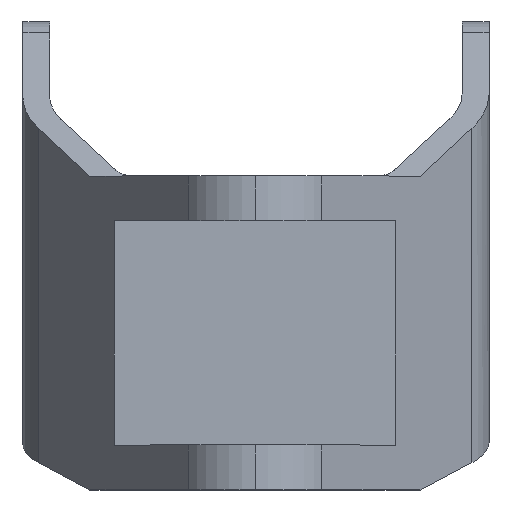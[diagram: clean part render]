
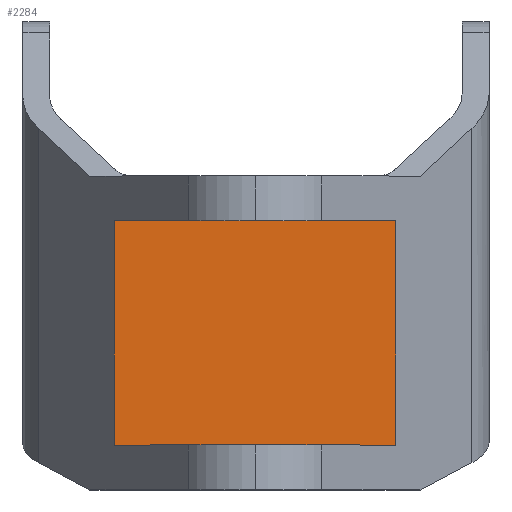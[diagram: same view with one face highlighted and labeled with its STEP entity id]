
A CAD part, top view. The second image highlights one B-rep face of the part: STEP entity #2284.
In plain terms, the highlighted planar face has unit normal (0, 0, 1).
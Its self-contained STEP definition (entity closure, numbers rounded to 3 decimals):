
#73 = PLANE('',#74);
#74 = AXIS2_PLACEMENT_3D('',#75,#76,#77);
#75 = CARTESIAN_POINT('',(-48.358,-213.,
    227.148));
#76 = DIRECTION('',(0.826,0.,-0.564)
  );
#77 = DIRECTION('',(0.564,0.,0.826));
#102 = PLANE('',#103);
#103 = AXIS2_PLACEMENT_3D('',#104,#105,#106);
#104 = CARTESIAN_POINT('',(55.,-163.,284.));
#105 = DIRECTION('',(0.,-1.,0.));
#106 = DIRECTION('',(0.,0.,-1.));
#284 = PLANE('',#285);
#285 = AXIS2_PLACEMENT_3D('',#286,#287,#288);
#286 = CARTESIAN_POINT('',(14.86,-213.,276.157));
#287 = DIRECTION('',(-0.826,0.,-0.564)
  );
#288 = DIRECTION('',(0.564,0.,-0.826)
  );
#722 = VERTEX_POINT('',#723);
#723 = CARTESIAN_POINT('',(-31.372,-163.,252.));
#742 = EDGE_CURVE('',#743,#722,#745,.T.);
#743 = VERTEX_POINT('',#744);
#744 = CARTESIAN_POINT('',(31.372,-163.,252.));
#745 = SURFACE_CURVE('',#746,(#750,#757),.PCURVE_S1.);
#746 = LINE('',#747,#748);
#747 = CARTESIAN_POINT('',(55.,-163.,252.));
#748 = VECTOR('',#749,1.);
#749 = DIRECTION('',(-1.,0.,0.));
#750 = PCURVE('',#102,#751);
#751 = DEFINITIONAL_REPRESENTATION('',(#752),#756);
#752 = LINE('',#753,#754);
#753 = CARTESIAN_POINT('',(32.,0.));
#754 = VECTOR('',#755,1.);
#755 = DIRECTION('',(0.,-1.));
#756 = ( GEOMETRIC_REPRESENTATION_CONTEXT(2) 
PARAMETRIC_REPRESENTATION_CONTEXT() REPRESENTATION_CONTEXT('2D SPACE',''
  ) );
#757 = PCURVE('',#758,#763);
#758 = PLANE('',#759);
#759 = AXIS2_PLACEMENT_3D('',#760,#761,#762);
#760 = CARTESIAN_POINT('',(55.,-163.,252.));
#761 = DIRECTION('',(0.,0.,-1.));
#762 = DIRECTION('',(0.,1.,-0.));
#763 = DEFINITIONAL_REPRESENTATION('',(#764),#768);
#764 = LINE('',#765,#766);
#765 = CARTESIAN_POINT('',(0.,0.));
#766 = VECTOR('',#767,1.);
#767 = DIRECTION('',(0.,-1.));
#768 = ( GEOMETRIC_REPRESENTATION_CONTEXT(2) 
PARAMETRIC_REPRESENTATION_CONTEXT() REPRESENTATION_CONTEXT('2D SPACE',''
  ) );
#1228 = VERTEX_POINT('',#1229);
#1229 = CARTESIAN_POINT('',(-31.372,-113.,252.));
#1242 = PLANE('',#1243);
#1243 = AXIS2_PLACEMENT_3D('',#1244,#1245,#1246);
#1244 = CARTESIAN_POINT('',(55.,-113.,252.));
#1245 = DIRECTION('',(0.,1.,-0.));
#1246 = DIRECTION('',(0.,0.,1.));
#1253 = EDGE_CURVE('',#1228,#722,#1254,.T.);
#1254 = SURFACE_CURVE('',#1255,(#1259,#1265),.PCURVE_S1.);
#1255 = LINE('',#1256,#1257);
#1256 = CARTESIAN_POINT('',(-31.372,-188.,252.));
#1257 = VECTOR('',#1258,1.);
#1258 = DIRECTION('',(0.,-1.,0.));
#1259 = PCURVE('',#73,#1260);
#1260 = DEFINITIONAL_REPRESENTATION('',(#1261),#1264);
#1261 = B_SPLINE_CURVE_WITH_KNOTS('',1,(#1262,#1263),.UNSPECIFIED.,.F.,
  .F.,(2,2),(-80.,-20.),.PIECEWISE_BEZIER_KNOTS.);
#1262 = CARTESIAN_POINT('',(30.102,-105.));
#1263 = CARTESIAN_POINT('',(30.102,-45.));
#1264 = ( GEOMETRIC_REPRESENTATION_CONTEXT(2) 
PARAMETRIC_REPRESENTATION_CONTEXT() REPRESENTATION_CONTEXT('2D SPACE',''
  ) );
#1265 = PCURVE('',#758,#1266);
#1266 = DEFINITIONAL_REPRESENTATION('',(#1267),#1270);
#1267 = B_SPLINE_CURVE_WITH_KNOTS('',1,(#1268,#1269),.UNSPECIFIED.,.F.,
  .F.,(2,2),(-80.,-20.),.PIECEWISE_BEZIER_KNOTS.);
#1268 = CARTESIAN_POINT('',(55.,-86.372));
#1269 = CARTESIAN_POINT('',(-5.,-86.372));
#1270 = ( GEOMETRIC_REPRESENTATION_CONTEXT(2) 
PARAMETRIC_REPRESENTATION_CONTEXT() REPRESENTATION_CONTEXT('2D SPACE',''
  ) );
#1281 = EDGE_CURVE('',#743,#1282,#1284,.T.);
#1282 = VERTEX_POINT('',#1283);
#1283 = CARTESIAN_POINT('',(31.372,-113.,252.));
#1284 = SURFACE_CURVE('',#1285,(#1289,#1295),.PCURVE_S1.);
#1285 = LINE('',#1286,#1287);
#1286 = CARTESIAN_POINT('',(31.372,-188.,252.));
#1287 = VECTOR('',#1288,1.);
#1288 = DIRECTION('',(0.,1.,0.));
#1289 = PCURVE('',#284,#1290);
#1290 = DEFINITIONAL_REPRESENTATION('',(#1291),#1294);
#1291 = B_SPLINE_CURVE_WITH_KNOTS('',1,(#1292,#1293),.UNSPECIFIED.,.F.,
  .F.,(2,2),(20.,80.),.PIECEWISE_BEZIER_KNOTS.);
#1292 = CARTESIAN_POINT('',(29.261,-45.));
#1293 = CARTESIAN_POINT('',(29.261,-105.));
#1294 = ( GEOMETRIC_REPRESENTATION_CONTEXT(2) 
PARAMETRIC_REPRESENTATION_CONTEXT() REPRESENTATION_CONTEXT('2D SPACE',''
  ) );
#1295 = PCURVE('',#758,#1296);
#1296 = DEFINITIONAL_REPRESENTATION('',(#1297),#1300);
#1297 = B_SPLINE_CURVE_WITH_KNOTS('',1,(#1298,#1299),.UNSPECIFIED.,.F.,
  .F.,(2,2),(20.,80.),.PIECEWISE_BEZIER_KNOTS.);
#1298 = CARTESIAN_POINT('',(-5.,-23.628));
#1299 = CARTESIAN_POINT('',(55.,-23.628));
#1300 = ( GEOMETRIC_REPRESENTATION_CONTEXT(2) 
PARAMETRIC_REPRESENTATION_CONTEXT() REPRESENTATION_CONTEXT('2D SPACE',''
  ) );
#2284 = ADVANCED_FACE('',(#2285),#758,.F.);
#2285 = FACE_BOUND('',#2286,.F.);
#2286 = EDGE_LOOP('',(#2287,#2288,#2289,#2290));
#2287 = ORIENTED_EDGE('',*,*,#1281,.F.);
#2288 = ORIENTED_EDGE('',*,*,#742,.T.);
#2289 = ORIENTED_EDGE('',*,*,#1253,.F.);
#2290 = ORIENTED_EDGE('',*,*,#2291,.F.);
#2291 = EDGE_CURVE('',#1282,#1228,#2292,.T.);
#2292 = SURFACE_CURVE('',#2293,(#2297,#2304),.PCURVE_S1.);
#2293 = LINE('',#2294,#2295);
#2294 = CARTESIAN_POINT('',(55.,-113.,252.));
#2295 = VECTOR('',#2296,1.);
#2296 = DIRECTION('',(-1.,0.,0.));
#2297 = PCURVE('',#758,#2298);
#2298 = DEFINITIONAL_REPRESENTATION('',(#2299),#2303);
#2299 = LINE('',#2300,#2301);
#2300 = CARTESIAN_POINT('',(50.,0.));
#2301 = VECTOR('',#2302,1.);
#2302 = DIRECTION('',(0.,-1.));
#2303 = ( GEOMETRIC_REPRESENTATION_CONTEXT(2) 
PARAMETRIC_REPRESENTATION_CONTEXT() REPRESENTATION_CONTEXT('2D SPACE',''
  ) );
#2304 = PCURVE('',#1242,#2305);
#2305 = DEFINITIONAL_REPRESENTATION('',(#2306),#2310);
#2306 = LINE('',#2307,#2308);
#2307 = CARTESIAN_POINT('',(0.,-0.));
#2308 = VECTOR('',#2309,1.);
#2309 = DIRECTION('',(0.,-1.));
#2310 = ( GEOMETRIC_REPRESENTATION_CONTEXT(2) 
PARAMETRIC_REPRESENTATION_CONTEXT() REPRESENTATION_CONTEXT('2D SPACE',''
  ) );
